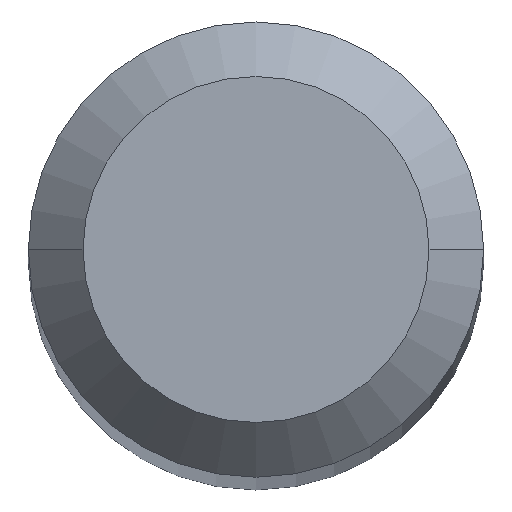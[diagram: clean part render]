
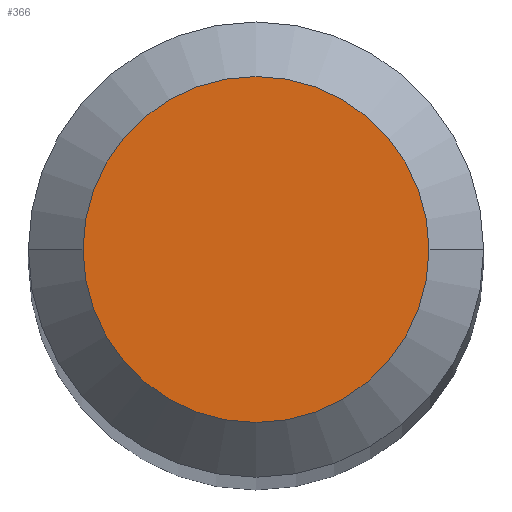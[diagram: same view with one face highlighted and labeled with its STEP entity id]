
A CAD part, top view. The second image highlights one B-rep face of the part: STEP entity #366.
In plain terms, the highlighted planar face has unit normal (0, 0, 1).
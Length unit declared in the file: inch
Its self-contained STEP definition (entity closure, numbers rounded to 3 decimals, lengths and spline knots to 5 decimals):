
#5 = DIRECTION ( 'NONE',  ( -1., 0., 0. ) ) ;
#8 = CARTESIAN_POINT ( 'NONE',  ( 0., 0.0475, 0. ) ) ;
#23 = EDGE_LOOP ( 'NONE', ( #225, #443 ) ) ;
#30 = AXIS2_PLACEMENT_3D ( 'NONE', #8, #436, #5 ) ;
#52 = CARTESIAN_POINT ( 'NONE',  ( 0., 0., 0. ) ) ;
#85 = VERTEX_POINT ( 'NONE', #99 ) ;
#87 = EDGE_CURVE ( 'NONE', #85, #226, #201, .T. ) ;
#93 = DIRECTION ( 'NONE',  ( 1., 0., 0. ) ) ;
#99 = CARTESIAN_POINT ( 'NONE',  ( -0.0475, 0., 0. ) ) ;
#112 = AXIS2_PLACEMENT_3D ( 'NONE', #52, #342, #93 ) ;
#114 = FACE_OUTER_BOUND ( 'NONE', #23, .T. ) ;
#138 = CIRCLE ( 'NONE', #359, 0.0475 ) ;
#174 = CARTESIAN_POINT ( 'NONE',  ( 0., 0., 0. ) ) ;
#201 = CIRCLE ( 'NONE', #112, 0.0475 ) ;
#225 = ORIENTED_EDGE ( 'NONE', *, *, #87, .T. ) ;
#226 = VERTEX_POINT ( 'NONE', #398 ) ;
#227 = PLANE ( 'NONE',  #30 ) ;
#243 = EDGE_CURVE ( 'NONE', #226, #85, #138, .T. ) ;
#282 = DIRECTION ( 'NONE',  ( 0., 0., 1. ) ) ;
#289 = DIRECTION ( 'NONE',  ( 1., 0., 0. ) ) ;
#342 = DIRECTION ( 'NONE',  ( 0., 0., 1. ) ) ;
#359 = AXIS2_PLACEMENT_3D ( 'NONE', #174, #282, #289 ) ;
#366 = ADVANCED_FACE ( 'NONE', ( #114 ), #227, .F. ) ;
#398 = CARTESIAN_POINT ( 'NONE',  ( 0.0475, 0., 0. ) ) ;
#436 = DIRECTION ( 'NONE',  ( 0., 0., -1. ) ) ;
#443 = ORIENTED_EDGE ( 'NONE', *, *, #243, .T. ) ;
